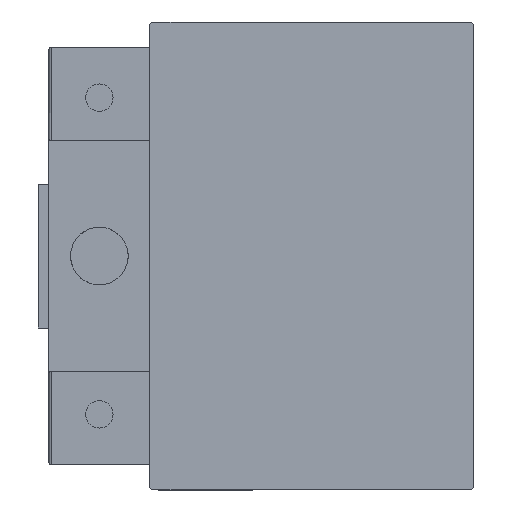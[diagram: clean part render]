
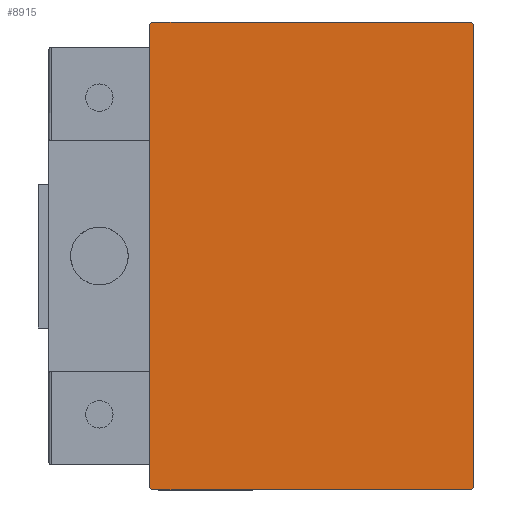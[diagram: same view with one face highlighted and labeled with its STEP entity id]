
A CAD part, left-side view. The second image highlights one B-rep face of the part: STEP entity #8915.
In plain terms, the highlighted face is planar.
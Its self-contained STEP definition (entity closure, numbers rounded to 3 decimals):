
#508 = EDGE_CURVE ( 'NONE', #23792, #34283, #2621, .T. ) ;
#2096 = EDGE_CURVE ( 'NONE', #27586, #43740, #9545, .T. ) ;
#2284 = ORIENTED_EDGE ( 'NONE', *, *, #42212, .T. ) ;
#2340 = VECTOR ( 'NONE', #46196, 1000. ) ;
#2621 = LINE ( 'NONE', #23642, #2340 ) ;
#3206 = PLANE ( 'NONE',  #25744 ) ;
#3236 = VECTOR ( 'NONE', #18545, 1000. ) ;
#3446 = LINE ( 'NONE', #15463, #38639 ) ;
#4267 = VECTOR ( 'NONE', #6192, 1000. ) ;
#4932 = CARTESIAN_POINT ( 'NONE',  ( 70., 22.5, -32.2 ) ) ;
#6192 = DIRECTION ( 'NONE',  ( 0., 0.707, 0.707 ) ) ;
#6228 = CARTESIAN_POINT ( 'NONE',  ( 70., -22.2, 32.5 ) ) ;
#6530 = LINE ( 'NONE', #26068, #3236 ) ;
#6812 = EDGE_CURVE ( 'NONE', #14451, #23792, #6530, .T. ) ;
#7671 = CARTESIAN_POINT ( 'NONE',  ( 70., -22.2, -32.5 ) ) ;
#8352 = DIRECTION ( 'NONE',  ( 0., 0., -1. ) ) ;
#8647 = CARTESIAN_POINT ( 'NONE',  ( 70., 27.35, 27.35 ) ) ;
#8915 = ADVANCED_FACE ( 'NONE', ( #33295 ), #3206, .T. ) ;
#9194 = LINE ( 'NONE', #24487, #4267 ) ;
#9545 = LINE ( 'NONE', #28594, #26424 ) ;
#10019 = VECTOR ( 'NONE', #8352, 1000. ) ;
#12071 = EDGE_CURVE ( 'NONE', #27330, #44952, #3446, .T. ) ;
#14237 = CARTESIAN_POINT ( 'NONE',  ( 70., 0., 0. ) ) ;
#14451 = VERTEX_POINT ( 'NONE', #38981 ) ;
#15317 = CARTESIAN_POINT ( 'NONE',  ( 70., 22.2, 32.5 ) ) ;
#15463 = CARTESIAN_POINT ( 'NONE',  ( 70., 22.5, 32.5 ) ) ;
#16209 = CARTESIAN_POINT ( 'NONE',  ( 70., 22.2, -32.5 ) ) ;
#17406 = EDGE_CURVE ( 'NONE', #34283, #27586, #9194, .T. ) ;
#18545 = DIRECTION ( 'NONE',  ( 0., 0.707, -0.707 ) ) ;
#18807 = EDGE_CURVE ( 'NONE', #40286, #14451, #46201, .T. ) ;
#20986 = CARTESIAN_POINT ( 'NONE',  ( 70., -27.35, 27.35 ) ) ;
#23094 = CARTESIAN_POINT ( 'NONE',  ( 70., 22.5, 32.2 ) ) ;
#23571 = VECTOR ( 'NONE', #28758, 1000. ) ;
#23642 = CARTESIAN_POINT ( 'NONE',  ( 70., -22.5, -32.5 ) ) ;
#23792 = VERTEX_POINT ( 'NONE', #7671 ) ;
#24487 = CARTESIAN_POINT ( 'NONE',  ( 70., 27.35, -27.35 ) ) ;
#25328 = EDGE_LOOP ( 'NONE', ( #42120, #28303, #43676, #28916, #48732, #2284, #32466, #40355 ) ) ;
#25744 = AXIS2_PLACEMENT_3D ( 'NONE', #14237, #45555, #49569 ) ;
#26068 = CARTESIAN_POINT ( 'NONE',  ( 70., -27.35, -27.35 ) ) ;
#26424 = VECTOR ( 'NONE', #48401, 1000. ) ;
#27330 = VERTEX_POINT ( 'NONE', #15317 ) ;
#27586 = VERTEX_POINT ( 'NONE', #4932 ) ;
#27947 = LINE ( 'NONE', #8647, #41158 ) ;
#28303 = ORIENTED_EDGE ( 'NONE', *, *, #17406, .T. ) ;
#28594 = CARTESIAN_POINT ( 'NONE',  ( 70., 22.5, -32.5 ) ) ;
#28758 = DIRECTION ( 'NONE',  ( 0., -0.707, -0.707 ) ) ;
#28916 = ORIENTED_EDGE ( 'NONE', *, *, #42534, .T. ) ;
#32466 = ORIENTED_EDGE ( 'NONE', *, *, #18807, .T. ) ;
#33295 = FACE_OUTER_BOUND ( 'NONE', #25328, .T. ) ;
#34100 = CARTESIAN_POINT ( 'NONE',  ( 70., -22.5, 32.2 ) ) ;
#34283 = VERTEX_POINT ( 'NONE', #16209 ) ;
#35414 = CARTESIAN_POINT ( 'NONE',  ( 70., -22.5, 32.5 ) ) ;
#38639 = VECTOR ( 'NONE', #41522, 1000. ) ;
#38981 = CARTESIAN_POINT ( 'NONE',  ( 70., -22.5, -32.2 ) ) ;
#40286 = VERTEX_POINT ( 'NONE', #34100 ) ;
#40355 = ORIENTED_EDGE ( 'NONE', *, *, #6812, .T. ) ;
#41158 = VECTOR ( 'NONE', #43232, 1000. ) ;
#41522 = DIRECTION ( 'NONE',  ( 0., -1., 0. ) ) ;
#42120 = ORIENTED_EDGE ( 'NONE', *, *, #508, .T. ) ;
#42212 = EDGE_CURVE ( 'NONE', #44952, #40286, #44027, .T. ) ;
#42534 = EDGE_CURVE ( 'NONE', #43740, #27330, #27947, .T. ) ;
#43232 = DIRECTION ( 'NONE',  ( 0., -0.707, 0.707 ) ) ;
#43676 = ORIENTED_EDGE ( 'NONE', *, *, #2096, .T. ) ;
#43740 = VERTEX_POINT ( 'NONE', #23094 ) ;
#44027 = LINE ( 'NONE', #20986, #23571 ) ;
#44952 = VERTEX_POINT ( 'NONE', #6228 ) ;
#45555 = DIRECTION ( 'NONE',  ( 1., 0., 0. ) ) ;
#46196 = DIRECTION ( 'NONE',  ( 0., 1., 0. ) ) ;
#46201 = LINE ( 'NONE', #35414, #10019 ) ;
#48401 = DIRECTION ( 'NONE',  ( 0., 0., 1. ) ) ;
#48732 = ORIENTED_EDGE ( 'NONE', *, *, #12071, .T. ) ;
#49569 = DIRECTION ( 'NONE',  ( 0., 0., -1. ) ) ;
